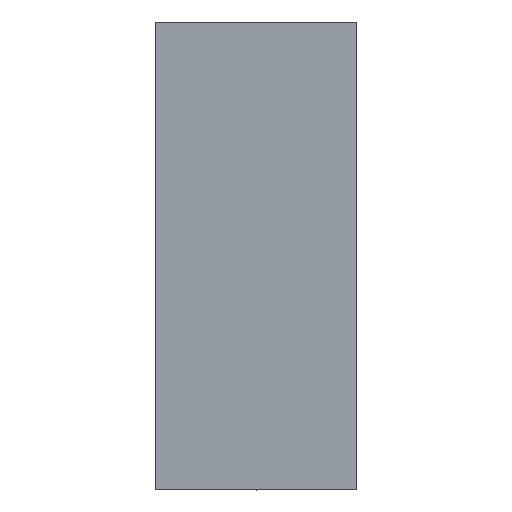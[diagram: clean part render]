
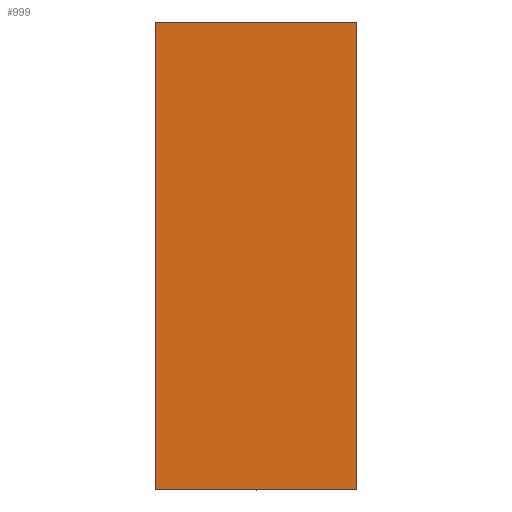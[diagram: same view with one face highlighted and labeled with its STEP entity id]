
A CAD part, top view. The second image highlights one B-rep face of the part: STEP entity #999.
In plain terms, the highlighted planar face has unit normal (0, 0, 1).
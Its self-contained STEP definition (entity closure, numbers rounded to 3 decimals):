
#943=CARTESIAN_POINT('',(1.778,-4.128,3.012));
#944=VERTEX_POINT('',#943);
#951=CARTESIAN_POINT('',(-1.778,-4.128,3.012));
#952=VERTEX_POINT('',#951);
#953=CARTESIAN_POINT('',(-1.778,-4.128,3.012));
#954=DIRECTION('',(1.0,0.0,0.0));
#955=VECTOR('',#954,3.556);
#956=LINE('',#953,#955);
#957=EDGE_CURVE('',#952,#944,#956,.T.);
#969=CARTESIAN_POINT('',(-1.778,-4.128,3.012));
#970=DIRECTION('',(0.0,0.0,1.0));
#971=DIRECTION('',(1.0,0.0,0.0));
#972=AXIS2_PLACEMENT_3D('',#969,#970,#971);
#973=PLANE('',#972);
#974=CARTESIAN_POINT('',(1.778,4.128,3.012));
#975=VERTEX_POINT('',#974);
#976=CARTESIAN_POINT('',(1.778,-4.128,3.012));
#977=DIRECTION('',(0.0,1.0,0.0));
#978=VECTOR('',#977,8.255);
#979=LINE('',#976,#978);
#980=EDGE_CURVE('',#944,#975,#979,.T.);
#981=ORIENTED_EDGE('',*,*,#980,.T.);
#982=CARTESIAN_POINT('',(-1.778,4.128,3.012));
#983=VERTEX_POINT('',#982);
#984=CARTESIAN_POINT('',(-1.778,4.128,3.012));
#985=DIRECTION('',(1.0,0.0,0.0));
#986=VECTOR('',#985,3.556);
#987=LINE('',#984,#986);
#988=EDGE_CURVE('',#983,#975,#987,.T.);
#989=ORIENTED_EDGE('',*,*,#988,.F.);
#990=CARTESIAN_POINT('',(-1.778,-4.128,3.012));
#991=DIRECTION('',(0.0,1.0,0.0));
#992=VECTOR('',#991,8.255);
#993=LINE('',#990,#992);
#994=EDGE_CURVE('',#952,#983,#993,.T.);
#995=ORIENTED_EDGE('',*,*,#994,.F.);
#996=ORIENTED_EDGE('',*,*,#957,.T.);
#997=EDGE_LOOP('',(#981,#989,#995,#996));
#998=FACE_OUTER_BOUND('',#997,.T.);
#999=ADVANCED_FACE('',(#998),#973,.T.);
